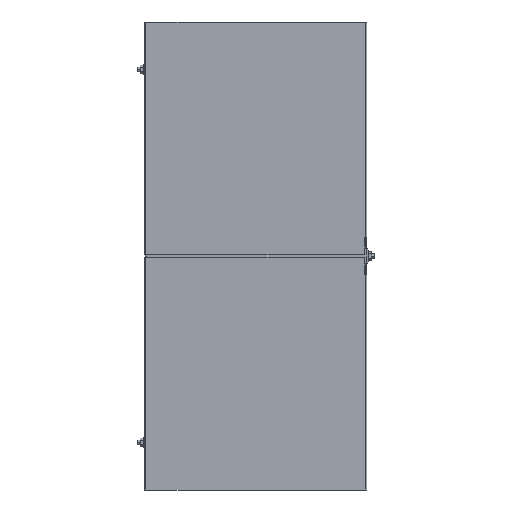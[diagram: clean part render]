
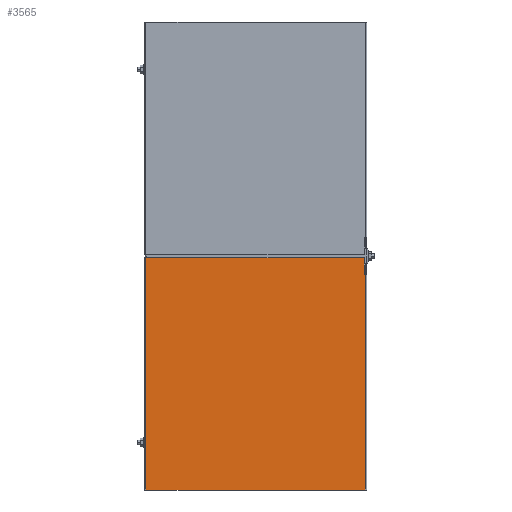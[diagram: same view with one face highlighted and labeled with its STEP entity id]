
A CAD part, front view. The second image highlights one B-rep face of the part: STEP entity #3565.
In plain terms, the highlighted planar face has unit normal (0, -1, 0).
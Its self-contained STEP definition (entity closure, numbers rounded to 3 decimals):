
#339 = ORIENTED_EDGE ( 'NONE', *, *, #8426, .F. ) ;
#579 = CARTESIAN_POINT ( 'NONE',  ( 150., 0., 320. ) ) ;
#1340 = LINE ( 'NONE', #579, #1823 ) ;
#1367 = EDGE_CURVE ( 'NONE', #9128, #1591, #4599, .T. ) ;
#1377 = DIRECTION ( 'NONE',  ( 0., 0., -1. ) ) ;
#1591 = VERTEX_POINT ( 'NONE', #4640 ) ;
#1709 = CARTESIAN_POINT ( 'NONE',  ( -150., 0., -320. ) ) ;
#1731 = DIRECTION ( 'NONE',  ( -1., 0., 0. ) ) ;
#1823 = VECTOR ( 'NONE', #1377, 1000. ) ;
#2545 = CARTESIAN_POINT ( 'NONE',  ( -150., 0., -2.5 ) ) ;
#2667 = ORIENTED_EDGE ( 'NONE', *, *, #10121, .T. ) ;
#2807 = VECTOR ( 'NONE', #1731, 1000. ) ;
#2812 = VECTOR ( 'NONE', #4892, 1000. ) ;
#2837 = EDGE_CURVE ( 'NONE', #4571, #7862, #8822, .T. ) ;
#3099 = ORIENTED_EDGE ( 'NONE', *, *, #1367, .F. ) ;
#3506 = DIRECTION ( 'NONE',  ( 0., 0., 1. ) ) ;
#3565 = ADVANCED_FACE ( 'NONE', ( #3776 ), #6637, .F. ) ;
#3694 = ORIENTED_EDGE ( 'NONE', *, *, #2837, .T. ) ;
#3776 = FACE_OUTER_BOUND ( 'NONE', #7009, .T. ) ;
#4077 = CARTESIAN_POINT ( 'NONE',  ( -120.25, 0., -2.5 ) ) ;
#4115 = AXIS2_PLACEMENT_3D ( 'NONE', #4262, #8204, #3506 ) ;
#4262 = CARTESIAN_POINT ( 'NONE',  ( 150., 0., 320. ) ) ;
#4571 = VERTEX_POINT ( 'NONE', #2545 ) ;
#4599 = LINE ( 'NONE', #6215, #6187 ) ;
#4614 = ORIENTED_EDGE ( 'NONE', *, *, #9842, .F. ) ;
#4640 = CARTESIAN_POINT ( 'NONE',  ( 150., 0., -25. ) ) ;
#4694 = VECTOR ( 'NONE', #6534, 1000. ) ;
#4892 = DIRECTION ( 'NONE',  ( 0., 0., -1. ) ) ;
#5631 = ORIENTED_EDGE ( 'NONE', *, *, #8129, .T. ) ;
#5730 = CARTESIAN_POINT ( 'NONE',  ( 148.25, 0., 25. ) ) ;
#6187 = VECTOR ( 'NONE', #9338, 1000. ) ;
#6215 = CARTESIAN_POINT ( 'NONE',  ( 148.25, 0., -25. ) ) ;
#6278 = LINE ( 'NONE', #6811, #9956 ) ;
#6534 = DIRECTION ( 'NONE',  ( 0., 0., -1. ) ) ;
#6637 = PLANE ( 'NONE',  #4115 ) ;
#6704 = VERTEX_POINT ( 'NONE', #9657 ) ;
#6791 = LINE ( 'NONE', #5730, #4694 ) ;
#6811 = CARTESIAN_POINT ( 'NONE',  ( 150., 0., -320. ) ) ;
#6892 = CARTESIAN_POINT ( 'NONE',  ( 150., 0., -320. ) ) ;
#6997 = LINE ( 'NONE', #4077, #2807 ) ;
#7009 = EDGE_LOOP ( 'NONE', ( #339, #2667, #3694, #5631, #4614, #3099 ) ) ;
#7228 = CARTESIAN_POINT ( 'NONE',  ( -150., 0., 320. ) ) ;
#7566 = VERTEX_POINT ( 'NONE', #6892 ) ;
#7595 = DIRECTION ( 'NONE',  ( 1., 0., 0. ) ) ;
#7862 = VERTEX_POINT ( 'NONE', #1709 ) ;
#8129 = EDGE_CURVE ( 'NONE', #7862, #7566, #6278, .T. ) ;
#8204 = DIRECTION ( 'NONE',  ( 0., 1., 0. ) ) ;
#8426 = EDGE_CURVE ( 'NONE', #6704, #9128, #6791, .T. ) ;
#8822 = LINE ( 'NONE', #7228, #2812 ) ;
#9038 = CARTESIAN_POINT ( 'NONE',  ( 148.25, 0., -25. ) ) ;
#9128 = VERTEX_POINT ( 'NONE', #9038 ) ;
#9338 = DIRECTION ( 'NONE',  ( 1., 0., 0. ) ) ;
#9657 = CARTESIAN_POINT ( 'NONE',  ( 148.25, 0., -2.5 ) ) ;
#9842 = EDGE_CURVE ( 'NONE', #1591, #7566, #1340, .T. ) ;
#9956 = VECTOR ( 'NONE', #7595, 1000. ) ;
#10121 = EDGE_CURVE ( 'NONE', #6704, #4571, #6997, .T. ) ;
